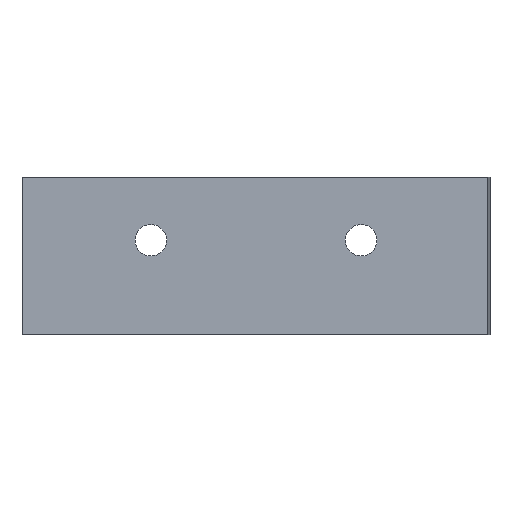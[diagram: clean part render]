
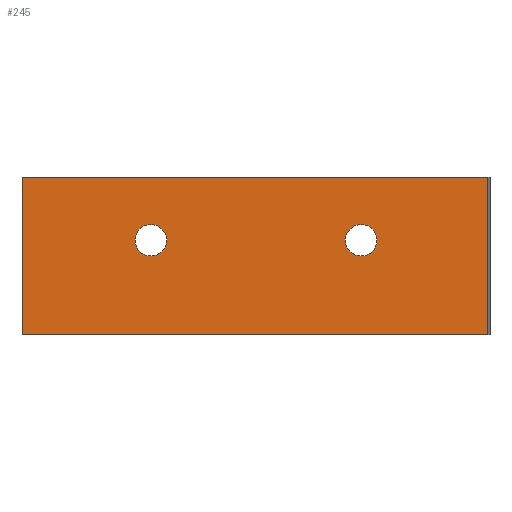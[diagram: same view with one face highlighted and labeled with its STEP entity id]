
A CAD part, front view. The second image highlights one B-rep face of the part: STEP entity #245.
In plain terms, the highlighted planar face has unit normal (0, -1, 0).
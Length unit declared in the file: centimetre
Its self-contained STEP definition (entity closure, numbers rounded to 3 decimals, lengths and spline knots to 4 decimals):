
#15=FACE_BOUND('',#48,.T.);
#16=FACE_BOUND('',#49,.T.);
#23=PLANE('',#276);
#34=FACE_OUTER_BOUND('',#47,.T.);
#47=EDGE_LOOP('',(#183,#184,#185,#186));
#48=EDGE_LOOP('',(#187));
#49=EDGE_LOOP('',(#188));
#68=LINE('',#375,#92);
#69=LINE('',#377,#93);
#70=LINE('',#379,#94);
#71=LINE('',#380,#95);
#92=VECTOR('',#309,1.);
#93=VECTOR('',#310,1.);
#94=VECTOR('',#311,1.);
#95=VECTOR('',#312,1.);
#115=CIRCLE('',#272,0.15);
#117=CIRCLE('',#275,0.15);
#123=VERTEX_POINT('',#363);
#125=VERTEX_POINT('',#369);
#126=VERTEX_POINT('',#373);
#127=VERTEX_POINT('',#374);
#128=VERTEX_POINT('',#376);
#129=VERTEX_POINT('',#378);
#145=EDGE_CURVE('',#123,#123,#115,.T.);
#148=EDGE_CURVE('',#125,#125,#117,.T.);
#149=EDGE_CURVE('',#126,#127,#68,.T.);
#150=EDGE_CURVE('',#127,#128,#69,.T.);
#151=EDGE_CURVE('',#129,#128,#70,.T.);
#152=EDGE_CURVE('',#126,#129,#71,.T.);
#183=ORIENTED_EDGE('',*,*,#149,.T.);
#184=ORIENTED_EDGE('',*,*,#150,.T.);
#185=ORIENTED_EDGE('',*,*,#151,.F.);
#186=ORIENTED_EDGE('',*,*,#152,.F.);
#187=ORIENTED_EDGE('',*,*,#145,.T.);
#188=ORIENTED_EDGE('',*,*,#148,.T.);
#245=ADVANCED_FACE('',(#34,#15,#16),#23,.T.);
#272=AXIS2_PLACEMENT_3D('',#365,#298,#299);
#275=AXIS2_PLACEMENT_3D('',#371,#305,#306);
#276=AXIS2_PLACEMENT_3D('',#372,#307,#308);
#298=DIRECTION('center_axis',(0.,1.,0.));
#299=DIRECTION('ref_axis',(-1.,0.,0.));
#305=DIRECTION('center_axis',(0.,1.,0.));
#306=DIRECTION('ref_axis',(-1.,0.,0.));
#307=DIRECTION('center_axis',(0.,-1.,0.));
#308=DIRECTION('ref_axis',(1.,0.,0.));
#309=DIRECTION('',(1.,0.,0.));
#310=DIRECTION('',(0.,0.,1.));
#311=DIRECTION('',(1.,0.,0.));
#312=DIRECTION('',(0.,0.,1.));
#363=CARTESIAN_POINT('',(1.375,-0.3,0.9));
#365=CARTESIAN_POINT('Origin',(1.225,-0.3,0.9));
#369=CARTESIAN_POINT('',(3.375,-0.3,0.9));
#371=CARTESIAN_POINT('Origin',(3.225,-0.3,0.9));
#372=CARTESIAN_POINT('Origin',(0.,-0.3,0.));
#373=CARTESIAN_POINT('',(0.,-0.3,0.));
#374=CARTESIAN_POINT('',(4.4231,-0.3,0.));
#375=CARTESIAN_POINT('',(0.,-0.3,0.));
#376=CARTESIAN_POINT('',(4.4231,-0.3,1.5));
#377=CARTESIAN_POINT('',(4.4231,-0.3,0.));
#378=CARTESIAN_POINT('',(0.,-0.3,1.5));
#379=CARTESIAN_POINT('',(0.,-0.3,1.5));
#380=CARTESIAN_POINT('',(0.,-0.3,0.));
